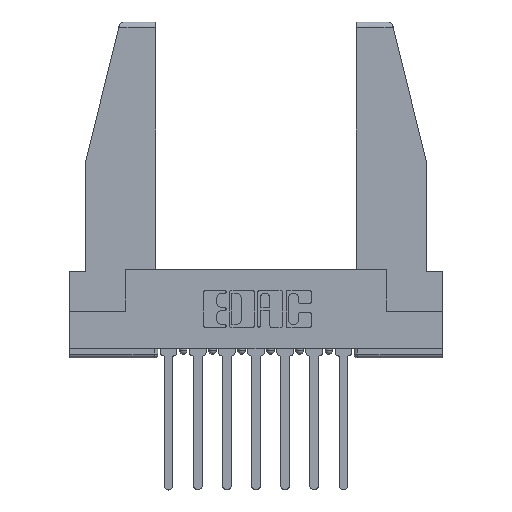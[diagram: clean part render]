
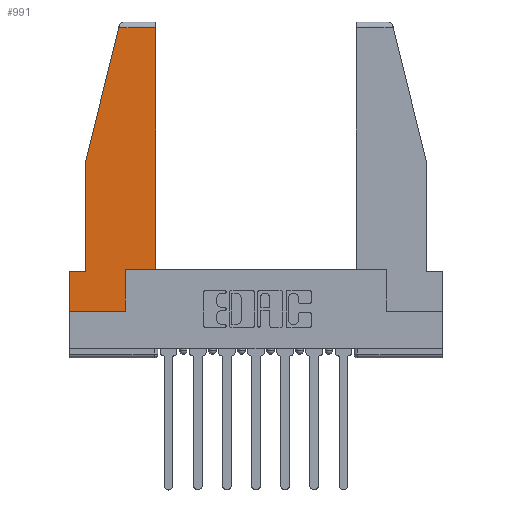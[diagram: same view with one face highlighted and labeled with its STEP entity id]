
A CAD part, top view. The second image highlights one B-rep face of the part: STEP entity #991.
In plain terms, the highlighted planar face has unit normal (0, 0, 1).
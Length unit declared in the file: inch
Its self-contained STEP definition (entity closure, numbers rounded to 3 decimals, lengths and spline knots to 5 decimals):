
#773 = EDGE_CURVE ( 'NONE', #5287, #9823, #4361, .T. ) ;
#800 = CARTESIAN_POINT ( 'NONE',  ( 0.461, 0.223, 0. ) ) ;
#930 = DIRECTION ( 'NONE',  ( -0.239, -0.971, 0. ) ) ;
#991 = ADVANCED_FACE ( 'NONE', ( #8944 ), #3573, .T. ) ;
#1001 = ORIENTED_EDGE ( 'NONE', *, *, #11336, .T. ) ;
#1677 = DIRECTION ( 'NONE',  ( 0., 0., 1. ) ) ;
#1731 = VECTOR ( 'NONE', #7054, 39.37008 ) ;
#1824 = CARTESIAN_POINT ( 'NONE',  ( 0.086, 0.8, 0. ) ) ;
#1848 = DIRECTION ( 'NONE',  ( 1., 0., 0. ) ) ;
#1904 = VERTEX_POINT ( 'NONE', #4148 ) ;
#1956 = CARTESIAN_POINT ( 'NONE',  ( 0.461, 1.52, 0. ) ) ;
#2069 = VERTEX_POINT ( 'NONE', #3180 ) ;
#2296 = LINE ( 'NONE', #2894, #5381 ) ;
#2533 = ORIENTED_EDGE ( 'NONE', *, *, #6910, .T. ) ;
#2596 = LINE ( 'NONE', #2805, #12574 ) ;
#2696 = EDGE_LOOP ( 'NONE', ( #6720, #6807, #2533, #4201, #1001, #6485, #3944, #9996, #7045 ) ) ;
#2805 = CARTESIAN_POINT ( 'NONE',  ( 0.271, 1.55, 0. ) ) ;
#2894 = CARTESIAN_POINT ( 'NONE',  ( 0.297, 0.223, 0. ) ) ;
#3041 = VECTOR ( 'NONE', #9546, 39.37008 ) ;
#3180 = CARTESIAN_POINT ( 'NONE',  ( 0.297, 0., 0. ) ) ;
#3351 = LINE ( 'NONE', #7490, #4277 ) ;
#3573 = PLANE ( 'NONE',  #11688 ) ;
#3944 = ORIENTED_EDGE ( 'NONE', *, *, #9196, .T. ) ;
#4127 = DIRECTION ( 'NONE',  ( 0., -1., 0. ) ) ;
#4148 = CARTESIAN_POINT ( 'NONE',  ( 0.297, 0.223, 0. ) ) ;
#4201 = ORIENTED_EDGE ( 'NONE', *, *, #7728, .T. ) ;
#4277 = VECTOR ( 'NONE', #7655, 39.37008 ) ;
#4361 = LINE ( 'NONE', #6165, #1731 ) ;
#4501 = LINE ( 'NONE', #8119, #11686 ) ;
#4685 = CARTESIAN_POINT ( 'NONE',  ( 0.297, 0., 0. ) ) ;
#5181 = DIRECTION ( 'NONE',  ( -1., 0., 0. ) ) ;
#5200 = VERTEX_POINT ( 'NONE', #1956 ) ;
#5287 = VERTEX_POINT ( 'NONE', #12731 ) ;
#5381 = VECTOR ( 'NONE', #1848, 39.37008 ) ;
#5660 = DIRECTION ( 'NONE',  ( 0., 1., 0. ) ) ;
#6165 = CARTESIAN_POINT ( 'NONE',  ( 0., 0.21, 0. ) ) ;
#6383 = VERTEX_POINT ( 'NONE', #1824 ) ;
#6485 = ORIENTED_EDGE ( 'NONE', *, *, #773, .T. ) ;
#6587 = VECTOR ( 'NONE', #5660, 39.37008 ) ;
#6720 = ORIENTED_EDGE ( 'NONE', *, *, #8075, .T. ) ;
#6807 = ORIENTED_EDGE ( 'NONE', *, *, #10896, .T. ) ;
#6910 = EDGE_CURVE ( 'NONE', #10024, #6383, #2596, .T. ) ;
#6935 = EDGE_CURVE ( 'NONE', #1904, #7244, #2296, .T. ) ;
#7045 = ORIENTED_EDGE ( 'NONE', *, *, #6935, .T. ) ;
#7054 = DIRECTION ( 'NONE',  ( 0., -1., 0. ) ) ;
#7176 = CARTESIAN_POINT ( 'NONE',  ( 0.086, 0.8, 0. ) ) ;
#7193 = VECTOR ( 'NONE', #4127, 39.37008 ) ;
#7244 = VERTEX_POINT ( 'NONE', #8161 ) ;
#7473 = DIRECTION ( 'NONE',  ( 1., 0., 0. ) ) ;
#7490 = CARTESIAN_POINT ( 'NONE',  ( 0., 0., 0. ) ) ;
#7655 = DIRECTION ( 'NONE',  ( 1., 0., 0. ) ) ;
#7716 = VERTEX_POINT ( 'NONE', #8029 ) ;
#7728 = EDGE_CURVE ( 'NONE', #6383, #7716, #8265, .T. ) ;
#8029 = CARTESIAN_POINT ( 'NONE',  ( 0.086, 0.21, 0. ) ) ;
#8075 = EDGE_CURVE ( 'NONE', #7244, #5200, #9770, .T. ) ;
#8119 = CARTESIAN_POINT ( 'NONE',  ( 0., 0.21, 0. ) ) ;
#8161 = CARTESIAN_POINT ( 'NONE',  ( 0.461, 0.223, 0. ) ) ;
#8265 = LINE ( 'NONE', #7176, #7193 ) ;
#8419 = CARTESIAN_POINT ( 'NONE',  ( 0., 1.52, 0. ) ) ;
#8750 = EDGE_CURVE ( 'NONE', #2069, #1904, #9476, .T. ) ;
#8944 = FACE_OUTER_BOUND ( 'NONE', #2696, .T. ) ;
#9196 = EDGE_CURVE ( 'NONE', #9823, #2069, #3351, .T. ) ;
#9476 = LINE ( 'NONE', #4685, #6587 ) ;
#9545 = CARTESIAN_POINT ( 'NONE',  ( 0., 0., 0. ) ) ;
#9546 = DIRECTION ( 'NONE',  ( 0., 1., 0. ) ) ;
#9655 = CARTESIAN_POINT ( 'NONE',  ( 0.2636, 1.52, 0. ) ) ;
#9770 = LINE ( 'NONE', #800, #3041 ) ;
#9823 = VERTEX_POINT ( 'NONE', #9545 ) ;
#9996 = ORIENTED_EDGE ( 'NONE', *, *, #8750, .T. ) ;
#10024 = VERTEX_POINT ( 'NONE', #9655 ) ;
#10475 = LINE ( 'NONE', #8419, #12022 ) ;
#10520 = DIRECTION ( 'NONE',  ( -1., 0., 0. ) ) ;
#10896 = EDGE_CURVE ( 'NONE', #5200, #10024, #10475, .T. ) ;
#11336 = EDGE_CURVE ( 'NONE', #7716, #5287, #4501, .T. ) ;
#11344 = CARTESIAN_POINT ( 'NONE',  ( 0., 0., 0. ) ) ;
#11686 = VECTOR ( 'NONE', #5181, 39.37008 ) ;
#11688 = AXIS2_PLACEMENT_3D ( 'NONE', #11344, #1677, #7473 ) ;
#12022 = VECTOR ( 'NONE', #10520, 39.37008 ) ;
#12574 = VECTOR ( 'NONE', #930, 39.37008 ) ;
#12731 = CARTESIAN_POINT ( 'NONE',  ( 0., 0.21, 0. ) ) ;
